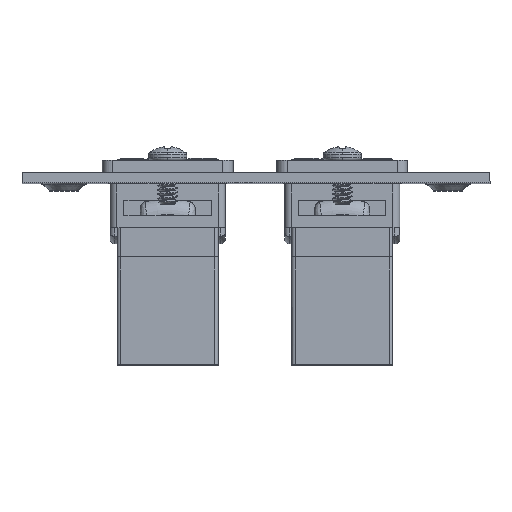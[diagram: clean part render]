
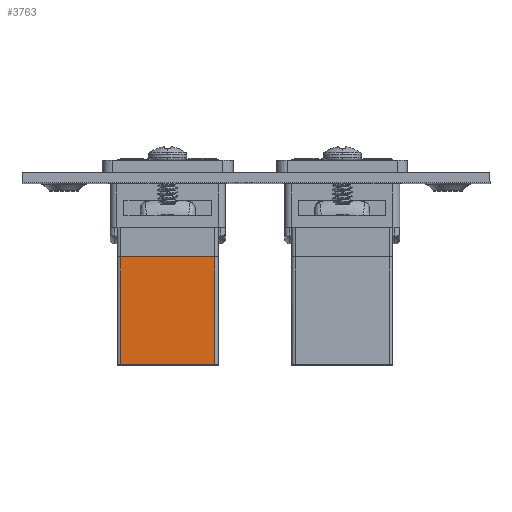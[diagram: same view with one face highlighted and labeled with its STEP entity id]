
A CAD part, top view. The second image highlights one B-rep face of the part: STEP entity #3763.
In plain terms, the highlighted face is planar.
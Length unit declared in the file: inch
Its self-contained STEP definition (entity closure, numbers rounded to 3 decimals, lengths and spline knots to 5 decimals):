
#243 = VERTEX_POINT ( 'NONE', #21790 ) ;
#622 = EDGE_CURVE ( 'NONE', #243, #20255, #18984, .T. ) ;
#1256 = CARTESIAN_POINT ( 'NONE',  ( -0.26969, 0.58661, -0.3189 ) ) ;
#3369 = CARTESIAN_POINT ( 'NONE',  ( -0.28937, -0.58661, -0.3189 ) ) ;
#3737 = ORIENTED_EDGE ( 'NONE', *, *, #4842, .T. ) ;
#3763 = ADVANCED_FACE ( 'NONE', ( #19354 ), #16374, .F. ) ;
#4143 = AXIS2_PLACEMENT_3D ( 'NONE', #21448, #19798, #9508 ) ;
#4842 = EDGE_CURVE ( 'NONE', #13193, #18470, #12649, .T. ) ;
#5132 = DIRECTION ( 'NONE',  ( -1., 0., 0. ) ) ;
#7770 = CARTESIAN_POINT ( 'NONE',  ( 0.278, 0.03168, -0.3189 ) ) ;
#8203 = VECTOR ( 'NONE', #11798, 39.37008 ) ;
#8399 = DIRECTION ( 'NONE',  ( 0., -1., 0. ) ) ;
#9325 = VECTOR ( 'NONE', #5132, 39.37008 ) ;
#9508 = DIRECTION ( 'NONE',  ( 1., 0., 0. ) ) ;
#10483 = ORIENTED_EDGE ( 'NONE', *, *, #21341, .F. ) ;
#11399 = ORIENTED_EDGE ( 'NONE', *, *, #622, .T. ) ;
#11798 = DIRECTION ( 'NONE',  ( 0., 1., 0. ) ) ;
#12649 = LINE ( 'NONE', #13559, #20140 ) ;
#13193 = VERTEX_POINT ( 'NONE', #18448 ) ;
#13559 = CARTESIAN_POINT ( 'NONE',  ( 0.26969, 0.58661, -0.3189 ) ) ;
#13925 = LINE ( 'NONE', #3369, #9325 ) ;
#14581 = CARTESIAN_POINT ( 'NONE',  ( -0.26969, 0.03168, -0.3189 ) ) ;
#15375 = EDGE_LOOP ( 'NONE', ( #18672, #11399, #10483, #3737 ) ) ;
#15494 = CARTESIAN_POINT ( 'NONE',  ( 0.26969, -0.58661, -0.3189 ) ) ;
#16374 = PLANE ( 'NONE',  #4143 ) ;
#16433 = LINE ( 'NONE', #7770, #20004 ) ;
#16615 = DIRECTION ( 'NONE',  ( -1., 0., 0. ) ) ;
#18448 = CARTESIAN_POINT ( 'NONE',  ( 0.26969, 0.03168, -0.3189 ) ) ;
#18470 = VERTEX_POINT ( 'NONE', #15494 ) ;
#18672 = ORIENTED_EDGE ( 'NONE', *, *, #20996, .T. ) ;
#18984 = LINE ( 'NONE', #1256, #8203 ) ;
#19354 = FACE_OUTER_BOUND ( 'NONE', #15375, .T. ) ;
#19798 = DIRECTION ( 'NONE',  ( 0., 0., 1. ) ) ;
#20004 = VECTOR ( 'NONE', #16615, 39.37008 ) ;
#20140 = VECTOR ( 'NONE', #8399, 39.37008 ) ;
#20255 = VERTEX_POINT ( 'NONE', #14581 ) ;
#20996 = EDGE_CURVE ( 'NONE', #18470, #243, #13925, .T. ) ;
#21341 = EDGE_CURVE ( 'NONE', #13193, #20255, #16433, .T. ) ;
#21448 = CARTESIAN_POINT ( 'NONE',  ( -0.28937, 0.58661, -0.3189 ) ) ;
#21790 = CARTESIAN_POINT ( 'NONE',  ( -0.26969, -0.58661, -0.3189 ) ) ;
